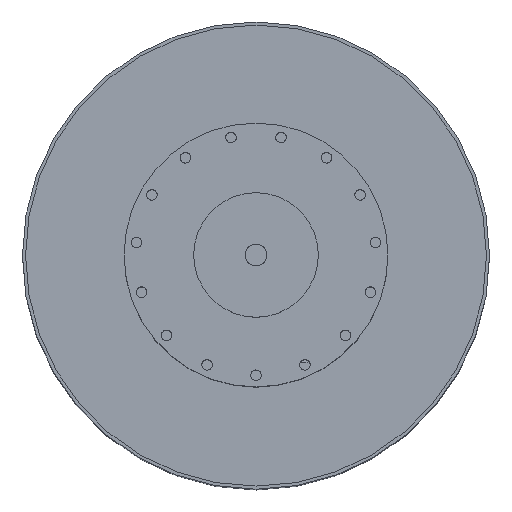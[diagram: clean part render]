
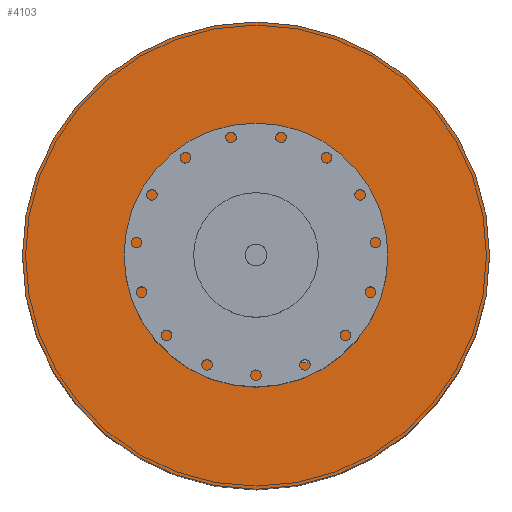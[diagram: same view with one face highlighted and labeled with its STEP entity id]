
A CAD part, top view. The second image highlights one B-rep face of the part: STEP entity #4103.
In plain terms, the highlighted planar face has unit normal (0, 0, 1).
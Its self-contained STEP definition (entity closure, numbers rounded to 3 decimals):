
#370=FACE_BOUND('',#911,.T.);
#469=PLANE('',#4534);
#571=FACE_OUTER_BOUND('',#910,.T.);
#910=EDGE_LOOP('',(#3169));
#911=EDGE_LOOP('',(#3170));
#1577=CIRCLE('',#4530,9.421);
#1578=CIRCLE('',#4532,75.);
#1884=VERTEX_POINT('',#6733);
#1885=VERTEX_POINT('',#6737);
#2340=EDGE_CURVE('',#1884,#1884,#1577,.T.);
#2342=EDGE_CURVE('',#1885,#1885,#1578,.T.);
#3169=ORIENTED_EDGE('',*,*,#2342,.F.);
#3170=ORIENTED_EDGE('',*,*,#2340,.F.);
#4103=ADVANCED_FACE('',(#571,#370),#469,.F.);
#4530=AXIS2_PLACEMENT_3D('',#6735,#5332,#5333);
#4532=AXIS2_PLACEMENT_3D('',#6739,#5337,#5338);
#4534=AXIS2_PLACEMENT_3D('',#6741,#5341,#5342);
#5332=DIRECTION('center_axis',(0.,0.,1.));
#5333=DIRECTION('ref_axis',(1.,0.,0.));
#5337=DIRECTION('center_axis',(0.,0.,-1.));
#5338=DIRECTION('ref_axis',(1.,0.,0.));
#5341=DIRECTION('center_axis',(0.,0.,-1.));
#5342=DIRECTION('ref_axis',(1.,0.,0.));
#6733=CARTESIAN_POINT('',(-9.421,0.,302.));
#6735=CARTESIAN_POINT('Origin',(0.,0.,302.));
#6737=CARTESIAN_POINT('',(-75.,0.,302.));
#6739=CARTESIAN_POINT('Origin',(0.,0.,302.));
#6741=CARTESIAN_POINT('Origin',(0.,0.,302.));
